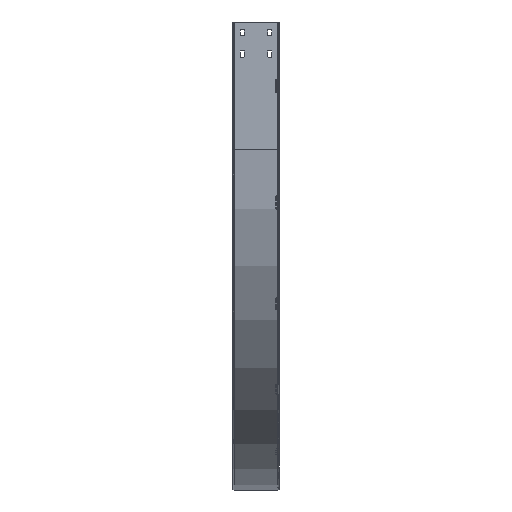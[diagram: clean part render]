
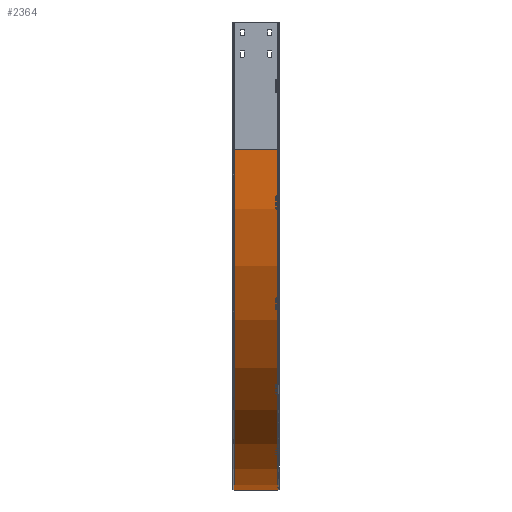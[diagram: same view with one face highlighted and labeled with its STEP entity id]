
A CAD part, left-side view. The second image highlights one B-rep face of the part: STEP entity #2364.
In plain terms, the highlighted cylindrical face has radius 800 mm (diameter 1600 mm), a partial arc.
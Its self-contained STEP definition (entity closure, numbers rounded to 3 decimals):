
#646=CARTESIAN_POINT('',(-300.,3.5,800.));
#647=DIRECTION('',(0.,-1.,0.));
#648=DIRECTION('',(-1.,0.,0.));
#649=AXIS2_PLACEMENT_3D('',#646,#647,#648);
#656=DIRECTION('',(0.,-1.,0.));
#657=VECTOR('',#656,103.);
#658=CARTESIAN_POINT('',(-300.,106.5,0.));
#659=LINE('',#658,#657);
#660=DIRECTION('',(0.,1.,0.));
#661=VECTOR('',#660,103.);
#662=CARTESIAN_POINT('',(-1100.,3.5,800.));
#663=LINE('',#662,#661);
#674=CARTESIAN_POINT('',(-300.,106.5,800.));
#675=DIRECTION('',(0.,1.,0.));
#676=DIRECTION('',(0.,0.,-1.));
#677=AXIS2_PLACEMENT_3D('',#674,#675,#676);
#1357=CARTESIAN_POINT('',(-300.,106.5,0.));
#1358=VERTEX_POINT('',#1357);
#1419=CARTESIAN_POINT('',(-1100.,3.5,800.));
#1420=CARTESIAN_POINT('',(-1100.,106.5,800.));
#1421=VERTEX_POINT('',#1419);
#1422=VERTEX_POINT('',#1420);
#1519=CARTESIAN_POINT('',(-300.,3.5,0.));
#1520=VERTEX_POINT('',#1519);
#2351=CARTESIAN_POINT('',(-300.,0.,800.));
#2352=DIRECTION('',(0.,1.,0.));
#2353=DIRECTION('',(0.,0.,1.));
#2354=AXIS2_PLACEMENT_3D('',#2351,#2352,#2353);
#2355=CYLINDRICAL_SURFACE('',#2354,800.);
#2356=ORIENTED_EDGE('',*,*,#1953,.F.);
#2358=ORIENTED_EDGE('',*,*,#2357,.T.);
#2360=ORIENTED_EDGE('',*,*,#2359,.F.);
#2361=ORIENTED_EDGE('',*,*,#2344,.T.);
#2362=EDGE_LOOP('',(#2356,#2358,#2360,#2361));
#2363=FACE_OUTER_BOUND('',#2362,.F.);
#2364=ADVANCED_FACE('',(#2363),#2355,.T.);
#650=CIRCLE('',#649,800.);
#678=CIRCLE('',#677,800.);
#1953=EDGE_CURVE('',#1358,#1520,#659,.T.);
#2344=EDGE_CURVE('',#1421,#1520,#650,.T.);
#2357=EDGE_CURVE('',#1358,#1422,#678,.T.);
#2359=EDGE_CURVE('',#1421,#1422,#663,.T.);
